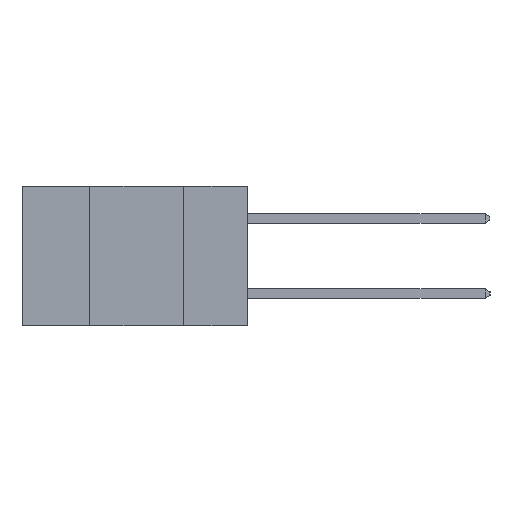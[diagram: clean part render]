
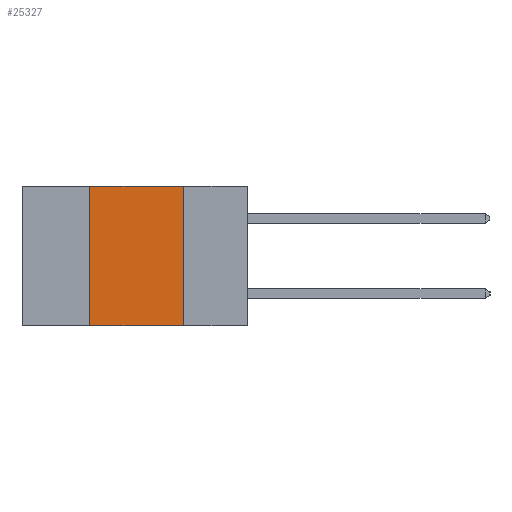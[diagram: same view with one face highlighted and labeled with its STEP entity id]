
A CAD part, left-side view. The second image highlights one B-rep face of the part: STEP entity #25327.
In plain terms, the highlighted planar face has unit normal (-1, 0, 0).
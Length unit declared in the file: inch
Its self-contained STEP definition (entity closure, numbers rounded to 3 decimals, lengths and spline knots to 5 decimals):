
#79 = ORIENTED_EDGE ( 'NONE', *, *, #13488, .T. ) ;
#1133 = AXIS2_PLACEMENT_3D ( 'NONE', #22559, #10470, #24520 ) ;
#1847 = VECTOR ( 'NONE', #25599, 39.37008 ) ;
#2962 = VERTEX_POINT ( 'NONE', #20672 ) ;
#4249 = ORIENTED_EDGE ( 'NONE', *, *, #16177, .F. ) ;
#4772 = CARTESIAN_POINT ( 'NONE',  ( 0., 0.17, -0.37 ) ) ;
#5118 = EDGE_LOOP ( 'NONE', ( #4249, #25693, #15699, #79 ) ) ;
#6507 = DIRECTION ( 'NONE',  ( 0., -1., 0. ) ) ;
#7535 = CARTESIAN_POINT ( 'NONE',  ( 0., 0.17, 0. ) ) ;
#7911 = CARTESIAN_POINT ( 'NONE',  ( 0., 0.6, 0. ) ) ;
#9543 = CARTESIAN_POINT ( 'NONE',  ( 0., 0.42, -0.37 ) ) ;
#9679 = LINE ( 'NONE', #24609, #19770 ) ;
#10470 = DIRECTION ( 'NONE',  ( 1., 0., 0. ) ) ;
#10707 = CARTESIAN_POINT ( 'NONE',  ( 0., 0.17, -0.37 ) ) ;
#10977 = DIRECTION ( 'NONE',  ( 0., 0., -1. ) ) ;
#11298 = CARTESIAN_POINT ( 'NONE',  ( 0., 0.42, 0. ) ) ;
#12453 = PLANE ( 'NONE',  #1133 ) ;
#12671 = LINE ( 'NONE', #7911, #18611 ) ;
#13141 = VERTEX_POINT ( 'NONE', #7535 ) ;
#13488 = EDGE_CURVE ( 'NONE', #2962, #21810, #9679, .T. ) ;
#13956 = VECTOR ( 'NONE', #10977, 39.37008 ) ;
#15699 = ORIENTED_EDGE ( 'NONE', *, *, #18873, .F. ) ;
#16177 = EDGE_CURVE ( 'NONE', #13141, #21810, #19305, .T. ) ;
#18611 = VECTOR ( 'NONE', #22054, 39.37008 ) ;
#18873 = EDGE_CURVE ( 'NONE', #2962, #24912, #23419, .T. ) ;
#19305 = LINE ( 'NONE', #4772, #13956 ) ;
#19770 = VECTOR ( 'NONE', #6507, 39.37008 ) ;
#20223 = EDGE_CURVE ( 'NONE', #24912, #13141, #12671, .T. ) ;
#20672 = CARTESIAN_POINT ( 'NONE',  ( 0., 0.42, -0.37 ) ) ;
#20852 = FACE_OUTER_BOUND ( 'NONE', #5118, .T. ) ;
#21810 = VERTEX_POINT ( 'NONE', #10707 ) ;
#22054 = DIRECTION ( 'NONE',  ( 0., -1., 0. ) ) ;
#22559 = CARTESIAN_POINT ( 'NONE',  ( 0., 0.6, 0. ) ) ;
#23419 = LINE ( 'NONE', #9543, #1847 ) ;
#24520 = DIRECTION ( 'NONE',  ( 0., 0., -1. ) ) ;
#24609 = CARTESIAN_POINT ( 'NONE',  ( 0., 0.6, -0.37 ) ) ;
#24912 = VERTEX_POINT ( 'NONE', #11298 ) ;
#25327 = ADVANCED_FACE ( 'NONE', ( #20852 ), #12453, .F. ) ;
#25599 = DIRECTION ( 'NONE',  ( 0., 0., 1. ) ) ;
#25693 = ORIENTED_EDGE ( 'NONE', *, *, #20223, .F. ) ;
